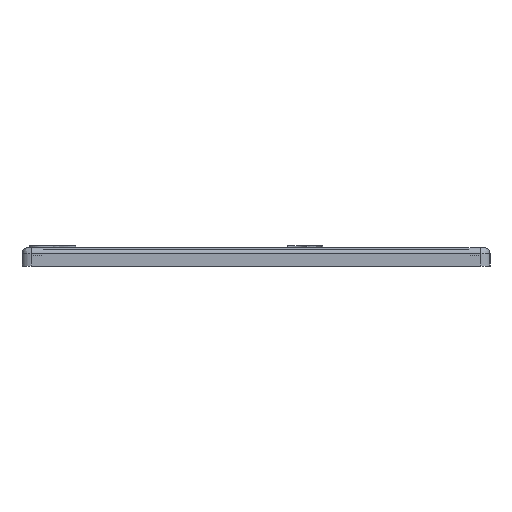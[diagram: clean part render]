
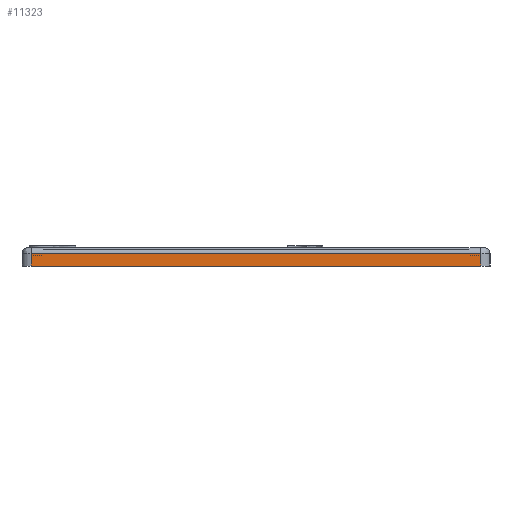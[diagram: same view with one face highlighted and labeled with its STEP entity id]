
A CAD part, left-side view. The second image highlights one B-rep face of the part: STEP entity #11323.
In plain terms, the highlighted planar face has unit normal (-1, 0, 0).
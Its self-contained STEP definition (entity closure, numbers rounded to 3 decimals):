
#1261=PLANE('',#12086);
#1569=FACE_OUTER_BOUND('',#2271,.T.);
#2271=EDGE_LOOP('',(#8852,#8853,#8854,#8855));
#3008=LINE('',#18256,#3769);
#3115=LINE('',#18995,#3876);
#3119=LINE('',#19001,#3880);
#3120=LINE('',#19003,#3881);
#3769=VECTOR('',#13098,10.);
#3876=VECTOR('',#13577,10.);
#3880=VECTOR('',#13585,10.);
#3881=VECTOR('',#13588,10.);
#4957=VERTEX_POINT('',#18242);
#4963=VERTEX_POINT('',#18254);
#5131=VERTEX_POINT('',#18848);
#5151=VERTEX_POINT('',#18975);
#6237=EDGE_CURVE('',#4957,#4963,#3008,.T.);
#6492=EDGE_CURVE('',#5131,#5151,#3115,.T.);
#6496=EDGE_CURVE('',#5151,#4963,#3119,.T.);
#6497=EDGE_CURVE('',#4957,#5131,#3120,.T.);
#8852=ORIENTED_EDGE('',*,*,#6492,.F.);
#8853=ORIENTED_EDGE('',*,*,#6497,.F.);
#8854=ORIENTED_EDGE('',*,*,#6237,.T.);
#8855=ORIENTED_EDGE('',*,*,#6496,.F.);
#11323=ADVANCED_FACE('',(#1569),#1261,.T.);
#12086=AXIS2_PLACEMENT_3D('',#19002,#13586,#13587);
#13098=DIRECTION('',(0.,-1.,0.));
#13577=DIRECTION('',(0.,-1.,0.));
#13585=DIRECTION('',(0.,0.,-1.));
#13586=DIRECTION('center_axis',(-1.,0.,0.));
#13587=DIRECTION('ref_axis',(0.,-1.,0.));
#13588=DIRECTION('',(0.,0.,1.));
#18242=CARTESIAN_POINT('',(-10.,7.,12.));
#18254=CARTESIAN_POINT('',(-10.,-138.5,12.));
#18256=CARTESIAN_POINT('',(-10.,10.,12.));
#18848=CARTESIAN_POINT('',(-10.,7.,16.));
#18975=CARTESIAN_POINT('',(-10.,-138.5,16.));
#18995=CARTESIAN_POINT('',(-10.,-27.875,16.));
#19001=CARTESIAN_POINT('',(-10.,-138.5,12.));
#19002=CARTESIAN_POINT('Origin',(-10.,10.,12.));
#19003=CARTESIAN_POINT('',(-10.,7.,12.));
